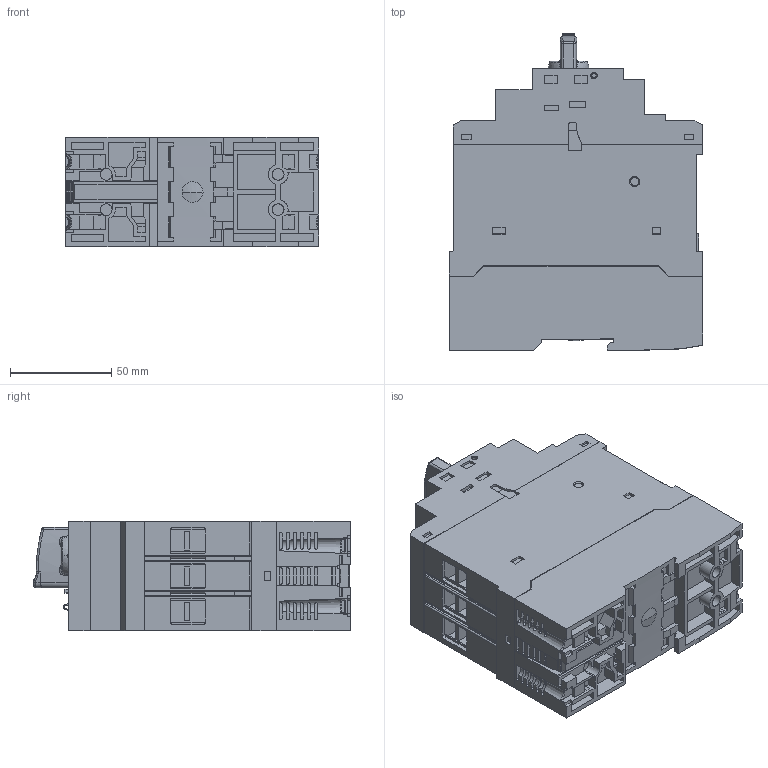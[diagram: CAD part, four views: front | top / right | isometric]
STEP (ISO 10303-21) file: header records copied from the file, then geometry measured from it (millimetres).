
FILE_DESCRIPTION((''),'2;1');
FILE_NAME('MPE_80','2018-05-11T',('luka.skrinjar'),('Audax d.o.o.'),'CREO PARAMETRIC BY PTC INC, 2016050','CREO PARAMETRIC BY PTC INC, 2016050','');
FILE_SCHEMA(('AUTOMOTIVE_DESIGN { 1 0 10303 214 1 1 1 1 }'));
Products named in the file (1): MPE_80
Bounding box: 125.16 x 156.62 x 54 mm (x, y, z)
Volume: 4481.5 mm3; surface area: 135699.1 mm2
Topology: 11 solids, 20 shells, 1906 faces, 5324 edges, 3503 vertices
Faces by surface type: plane 1349, cylinder 414, torus 49, cone 47, bspline 36, sphere 11
Entity records: 80974 total; most frequent: CARTESIAN_POINT 16217, ORIENTED_EDGE 10508, DIRECTION 9523, EDGE_CURVE 5313, PRESENTATION_STYLE_ASSIGNMENT 4983, STYLED_ITEM 4947, CURVE_STYLE 4778, VECTOR 3907
